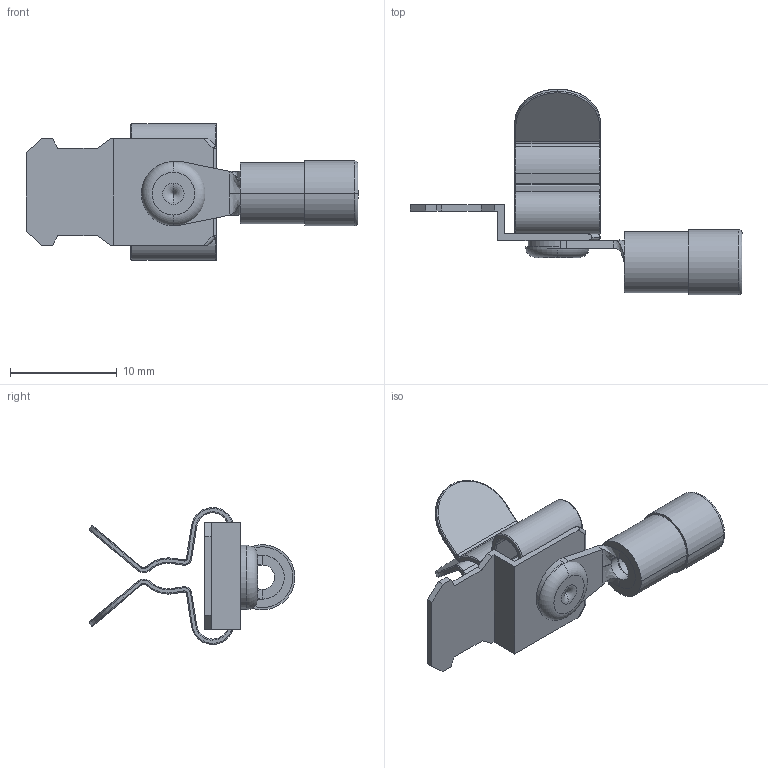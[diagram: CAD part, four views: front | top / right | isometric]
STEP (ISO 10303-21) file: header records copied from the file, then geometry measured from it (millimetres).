
FILE_DESCRIPTION (( 'STEP AP214' ), '1' );
FILE_NAME ('1016-121.STEP', '2024-09-12T12:58:10', ( '' ), ( '' ), 'SwSTEP 2.0', 'SolidWorks 2022', '' );
FILE_SCHEMA (( 'AUTOMOTIVE_DESIGN' ));
Length unit declared in the file: millimetre
Products named in the file (5): 1016-121; 1010-001.Kunden SLDPRT; 3x1,5_2mm Blechstärke; 8010-017; 1022-052 .
Assembly tree (4 placements, depth 2):
  1016-121
    8010-017
    1022-052 .
    1010-001.Kunden SLDPRT
    3x1,5_2mm Blechstärke
Bounding box: 31.06 x 19.26 x 12.79 mm (x, y, z)
Volume: 575.2 mm3; surface area: 1923.7 mm2
Topology: 5 solids, 5 shells, 406 faces, 1017 edges, 640 vertices
Faces by surface type: plane 171, bspline 133, cylinder 93, torus 4, cone 3, sphere 2
Entity records: 19603 total; most frequent: CARTESIAN_POINT 7547, ORIENTED_EDGE 2014, DIRECTION 1585, EDGE_CURVE 1007, VERTEX_POINT 640, VECTOR 557, LINE 557, AXIS2_PLACEMENT_3D 514
